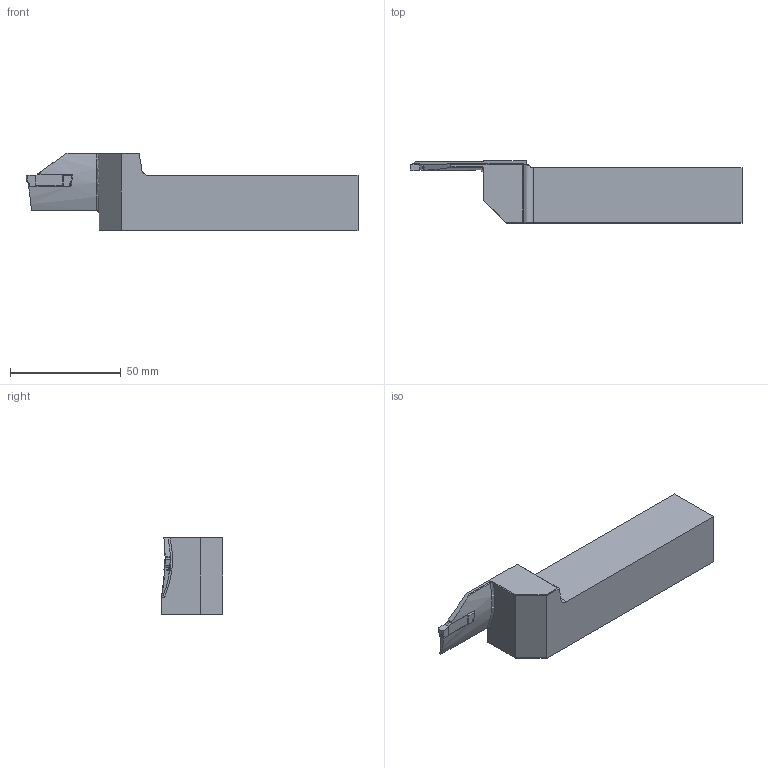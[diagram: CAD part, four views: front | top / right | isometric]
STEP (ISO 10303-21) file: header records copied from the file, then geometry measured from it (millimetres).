
FILE_DESCRIPTION(/* description */ (''),/* implementation_level */ '2;1');
FILE_NAME(/* name */ 'AAKT-K-R-2525-80-180-3-T32.stp',/* time_stamp */ '2023-10-17T20:18:49+03:00',/* author */ (''),/* organization */ (''),/* preprocessor_version */ 'ST-DEVELOPER v19.4',/* originating_system */ 'SIEMENS PLM Software NX2306.3001',/* authorisation */ '');
FILE_SCHEMA (('AUTOMOTIVE_DESIGN { 1 0 10303 214 3 1 1 1 }'));
Length unit declared in the file: millimetre
Products named in the file (1): AAKT-K-R-2525-80-180-3-T32_objects
Bounding box: 150 x 28 x 35 mm (x, y, z)
Volume: 78888.3 mm3; surface area: 15352.2 mm2
Topology: 2 solids, 2 shells, 85 faces, 209 edges, 128 vertices
Faces by surface type: plane 53, cylinder 21, torus 5, bspline 5, cone 1
Entity records: 2620 total; most frequent: CARTESIAN_POINT 581, ORIENTED_EDGE 418, DIRECTION 414, EDGE_CURVE 209, LINE 146, VECTOR 146, AXIS2_PLACEMENT_3D 134, VERTEX_POINT 128
